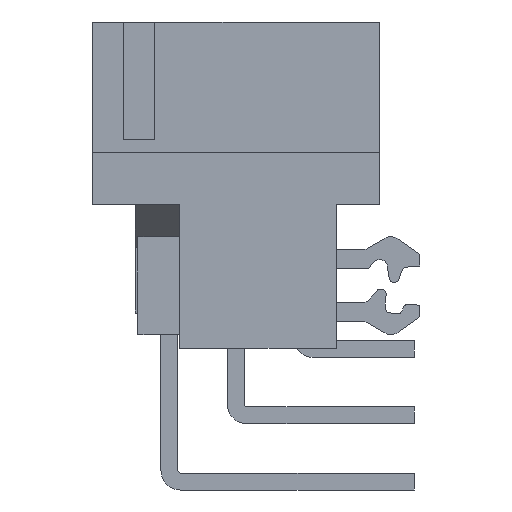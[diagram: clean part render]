
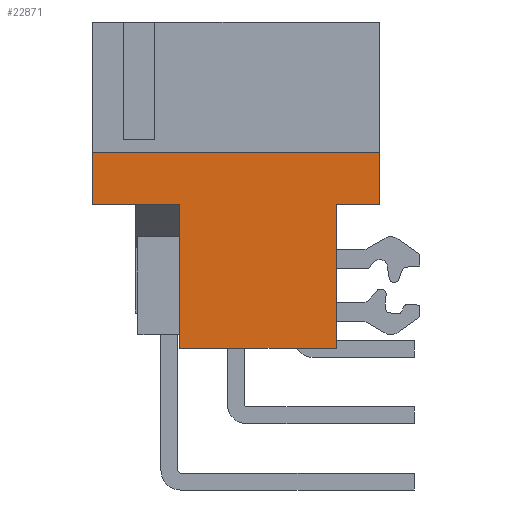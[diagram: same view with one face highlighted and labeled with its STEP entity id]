
A CAD part, left-side view. The second image highlights one B-rep face of the part: STEP entity #22871.
In plain terms, the highlighted planar face has unit normal (-1, 0, 0).
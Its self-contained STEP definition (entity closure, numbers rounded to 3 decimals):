
#281=DIRECTION('',(0.,-1.,0.));
#282=VECTOR('',#281,3.35);
#283=CARTESIAN_POINT('',(-46.85,5.5,-7.));
#284=LINE('5252',#283,#282);
#357=DIRECTION('',(0.,0.,1.));
#358=VECTOR('',#357,5.5);
#359=CARTESIAN_POINT('',(-46.85,2.15,-12.5));
#360=LINE('5226',#359,#358);
#361=DIRECTION('',(0.,0.,1.));
#362=VECTOR('',#361,2.);
#363=CARTESIAN_POINT('',(-46.85,5.5,-7.));
#364=LINE('5212',#363,#362);
#365=DIRECTION('',(0.,1.,0.));
#366=VECTOR('',#365,11.);
#367=CARTESIAN_POINT('',(-46.85,-5.5,-5.));
#368=LINE('5146',#367,#366);
#369=DIRECTION('',(0.,1.,0.));
#370=VECTOR('',#369,1.65);
#371=CARTESIAN_POINT('',(-46.85,-5.5,-7.));
#372=LINE('5209',#371,#370);
#373=DIRECTION('',(0.,0.,1.));
#374=VECTOR('',#373,5.5);
#375=CARTESIAN_POINT('',(-46.85,-3.85,-12.5));
#376=LINE('5208',#375,#374);
#417=DIRECTION('',(0.,1.,0.));
#418=VECTOR('',#417,6.);
#419=CARTESIAN_POINT('',(-46.85,-3.85,-12.5));
#420=LINE('5236',#419,#418);
#2285=DIRECTION('',(0.,0.,1.));
#2286=VECTOR('',#2285,2.);
#2287=CARTESIAN_POINT('',(-46.85,-5.5,-7.));
#2288=LINE('5213',#2287,#2286);
#16957=CARTESIAN_POINT('',(-46.85,-5.5,-5.));
#16958=CARTESIAN_POINT('',(-46.85,5.5,-5.));
#16959=VERTEX_POINT('',#16957);
#16960=VERTEX_POINT('',#16958);
#17061=CARTESIAN_POINT('',(-46.85,-3.85,-12.5));
#17062=CARTESIAN_POINT('',(-46.85,-3.85,-7.));
#17063=VERTEX_POINT('',#17061);
#17064=VERTEX_POINT('',#17062);
#17065=CARTESIAN_POINT('',(-46.85,-5.5,-7.));
#17066=VERTEX_POINT('',#17065);
#17073=CARTESIAN_POINT('',(-46.85,5.5,-7.));
#17074=VERTEX_POINT('',#17073);
#17093=CARTESIAN_POINT('',(-46.85,2.15,-12.5));
#17095=VERTEX_POINT('',#17093);
#17101=CARTESIAN_POINT('',(-46.85,2.15,-7.));
#17102=VERTEX_POINT('',#17101);
#22850=CARTESIAN_POINT('',(-46.85,5.5,0.));
#22851=DIRECTION('',(-1.,0.,0.));
#22852=DIRECTION('',(0.,-1.,0.));
#22853=AXIS2_PLACEMENT_3D('',#22850,#22851,#22852);
#22854=PLANE('3578',#22853);
#22856=ORIENTED_EDGE('5226',*,*,#22855,.T.);
#22857=ORIENTED_EDGE('5252',*,*,#22671,.F.);
#22858=ORIENTED_EDGE('5212',*,*,#22581,.T.);
#22860=ORIENTED_EDGE('5146',*,*,#22859,.F.);
#22862=ORIENTED_EDGE('5213',*,*,#22861,.F.);
#22864=ORIENTED_EDGE('5209',*,*,#22863,.T.);
#22866=ORIENTED_EDGE('5208',*,*,#22865,.F.);
#22868=ORIENTED_EDGE('5236',*,*,#22867,.T.);
#22869=EDGE_LOOP('3578',(#22856,#22857,#22858,#22860,#22862,#22864,#22866,
#22868));
#22870=FACE_OUTER_BOUND('3578',#22869,.F.);
#22871=ADVANCED_FACE('3578',(#22870),#22854,.T.);
#22581=EDGE_CURVE('5212',#17074,#16960,#364,.T.);
#22671=EDGE_CURVE('5252',#17074,#17102,#284,.T.);
#22855=EDGE_CURVE('5226',#17095,#17102,#360,.T.);
#22859=EDGE_CURVE('5146',#16959,#16960,#368,.T.);
#22861=EDGE_CURVE('5213',#17066,#16959,#2288,.T.);
#22863=EDGE_CURVE('5209',#17066,#17064,#372,.T.);
#22865=EDGE_CURVE('5208',#17063,#17064,#376,.T.);
#22867=EDGE_CURVE('5236',#17063,#17095,#420,.T.);
